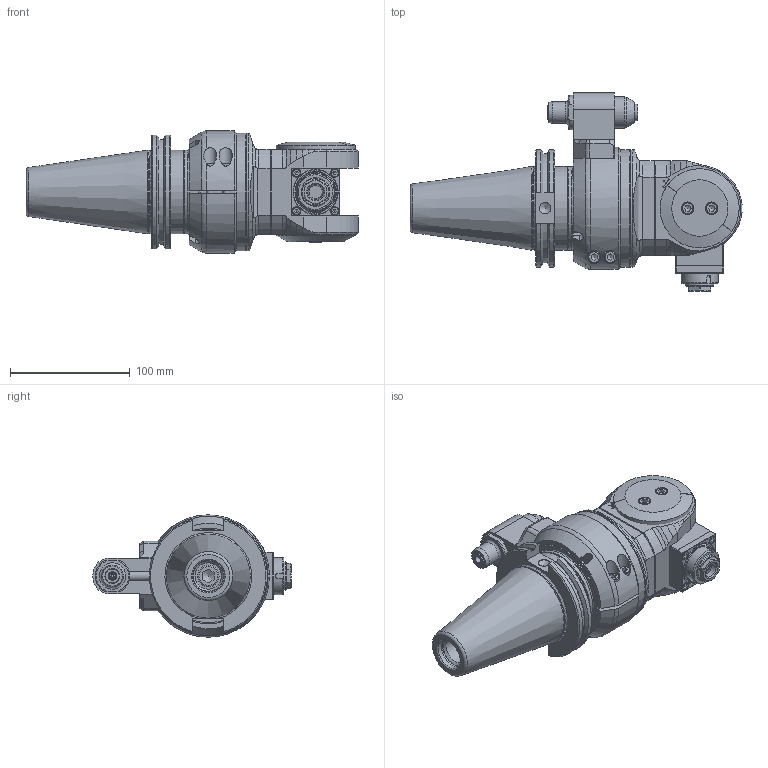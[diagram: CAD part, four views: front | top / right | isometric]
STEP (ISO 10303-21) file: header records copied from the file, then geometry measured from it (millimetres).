
FILE_DESCRIPTION(/* description */ (''),/* implementation_level */ '2;1');
FILE_NAME(/* name */ '9.FMU.100C0-4C50.stp',/* time_stamp */ '2024-07-31T15:31:04-04:00',/* author */ ('jkrenzer'),/* organization */ (''),/* preprocessor_version */ 'ST-DEVELOPER v18.1',/* originating_system */ 'Autodesk Inventor 2022',/* authorisation */ '');
FILE_SCHEMA (('AUTOMOTIVE_DESIGN { 1 0 10303 214 3 1 1 }'));
Products named in the file (3): 9.FMU.100C0-4C50; 9_GA1_458_2  (Type 1, Cat50, 80mm); FMU-10C
Assembly tree (2 placements, depth 2):
  9.FMU.100C0-4C50
    9_GA1_458_2  (Type 1, Cat50, 80mm)
    FMU-10C
Bounding box: 276.96 x 165.25 x 101.99 mm (x, y, z)
Volume: 1303849.6 mm3; surface area: 191468.1 mm2
Topology: 6 solids, 6 shells, 627 faces, 1591 edges, 1043 vertices
Faces by surface type: plane 318, cylinder 133, cone 129, torus 41, bspline 6
Full cylindrical faces by diameter (mm): 2.5 x1, 2.6 x2, 3 x2, 4 x2, 5 x2, 6 x6, 6.5 x1, 7 x5, 8 x2, 8.5 x1, 9.525 x1, 10 x8, 10.4 x2, 10.5 x3, 11 x2, 12 x2, 12.5 x1, 13 x1, 14 x1, 16.5 x1, 17.943 x1, 18 x2, 21.963 x1, 23 x1, 24 x1, 24.5 x1, 26 x1, 26.187 x1, 26.8 x1, 27 x1
Entity records: 60384 total; most frequent: CARTESIAN_POINT 45603, ORIENTED_EDGE 3140, DIRECTION 2983, EDGE_CURVE 1570, AXIS2_PLACEMENT_3D 1120, VERTEX_POINT 1043, LINE 743, VECTOR 743
